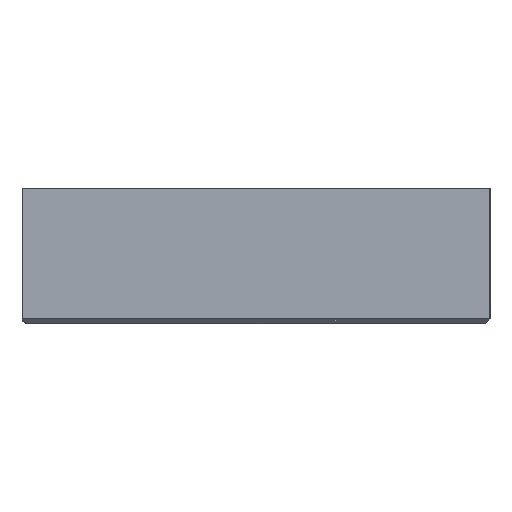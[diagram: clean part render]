
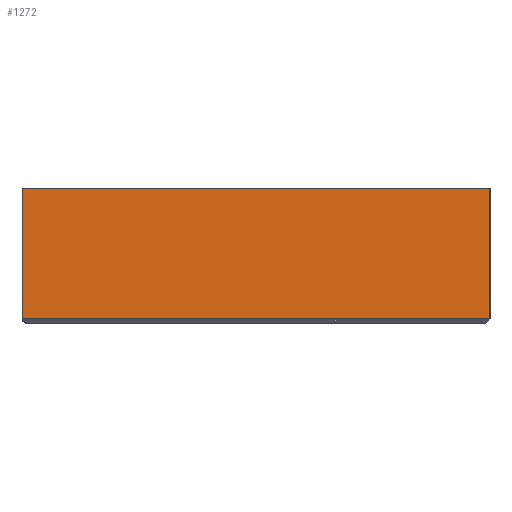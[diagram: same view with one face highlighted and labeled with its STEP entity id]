
A CAD part, left-side view. The second image highlights one B-rep face of the part: STEP entity #1272.
In plain terms, the highlighted planar face has unit normal (-1, 0, 0).
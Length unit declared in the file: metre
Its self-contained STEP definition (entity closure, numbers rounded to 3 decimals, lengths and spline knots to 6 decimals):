
#227=ORIENTED_EDGE('',*,*,#496,.T.);
#228=ORIENTED_EDGE('',*,*,#498,.T.);
#229=ORIENTED_EDGE('',*,*,#499,.F.);
#230=ORIENTED_EDGE('',*,*,#500,.T.);
#496=EDGE_CURVE('',#640,#639,#749,.T.);
#498=EDGE_CURVE('',#639,#641,#751,.T.);
#499=EDGE_CURVE('',#642,#641,#752,.T.);
#500=EDGE_CURVE('',#642,#640,#753,.T.);
#639=VERTEX_POINT('',#2043);
#640=VERTEX_POINT('',#2045);
#641=VERTEX_POINT('',#2049);
#642=VERTEX_POINT('',#2051);
#749=LINE('',#2044,#869);
#751=LINE('',#2048,#871);
#752=LINE('',#2050,#872);
#753=LINE('',#2052,#873);
#869=VECTOR('',#1656,1.);
#871=VECTOR('',#1660,1.);
#872=VECTOR('',#1661,1.);
#873=VECTOR('',#1662,1.);
#979=EDGE_LOOP('',(#227,#228,#229,#230));
#1113=FACE_BOUND('',#979,.T.);
#1203=PLANE('',#1402);
#1272=ADVANCED_FACE('',(#1113),#1203,.T.);
#1402=AXIS2_PLACEMENT_3D('',#2047,#1658,#1659);
#1656=DIRECTION('',(0.,0.,-1.));
#1658=DIRECTION('',(-1.,0.,0.));
#1659=DIRECTION('',(0.,-1.,0.));
#1660=DIRECTION('',(0.,-1.,0.));
#1661=DIRECTION('',(0.,0.,-1.));
#1662=DIRECTION('',(0.,1.,0.));
#2043=CARTESIAN_POINT('',(-0.052,0.052,0.001));
#2044=CARTESIAN_POINT('',(-0.052,0.052,0.03));
#2045=CARTESIAN_POINT('',(-0.052,0.052,0.03));
#2047=CARTESIAN_POINT('',(-0.052,0.,0.03));
#2048=CARTESIAN_POINT('',(-0.052,-0.052,0.001));
#2049=CARTESIAN_POINT('',(-0.052,-0.052,0.001));
#2050=CARTESIAN_POINT('',(-0.052,-0.052,0.03));
#2051=CARTESIAN_POINT('',(-0.052,-0.052,0.03));
#2052=CARTESIAN_POINT('',(-0.052,0.,0.03));
